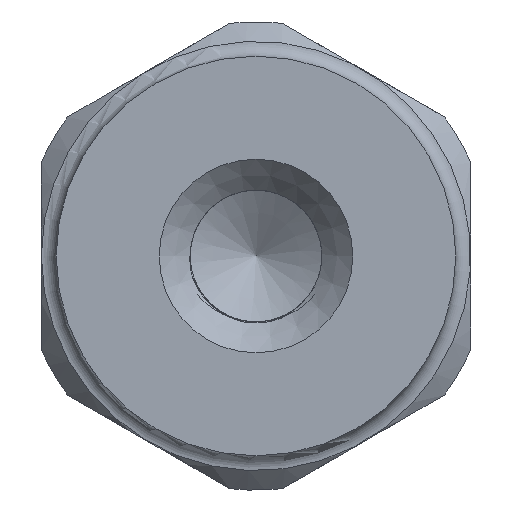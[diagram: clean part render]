
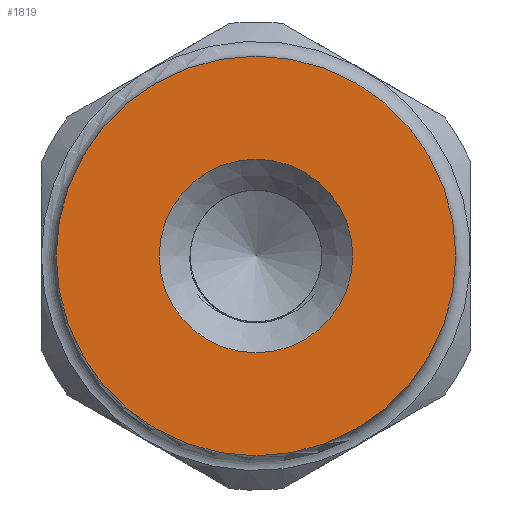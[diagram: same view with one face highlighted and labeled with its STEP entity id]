
A CAD part, front view. The second image highlights one B-rep face of the part: STEP entity #1819.
In plain terms, the highlighted planar face has unit normal (0, -1, 0).
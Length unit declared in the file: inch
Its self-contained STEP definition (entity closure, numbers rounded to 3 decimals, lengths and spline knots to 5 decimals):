
#200=FACE_BOUND('',#517,.T.);
#249=CIRCLE('',#1958,0.155);
#252=CIRCLE('',#1963,0.32);
#371=FACE_OUTER_BOUND('',#516,.T.);
#516=EDGE_LOOP('',(#1623));
#517=EDGE_LOOP('',(#1624));
#901=VERTEX_POINT('',#7322);
#903=VERTEX_POINT('',#7329);
#1138=EDGE_CURVE('',#901,#901,#249,.T.);
#1141=EDGE_CURVE('',#903,#903,#252,.T.);
#1623=ORIENTED_EDGE('',*,*,#1141,.T.);
#1624=ORIENTED_EDGE('',*,*,#1138,.T.);
#1713=PLANE('',#1971);
#1819=ADVANCED_FACE('',(#371,#200),#1713,.F.);
#1958=AXIS2_PLACEMENT_3D('',#7323,#2316,#2317);
#1963=AXIS2_PLACEMENT_3D('',#7330,#2326,#2327);
#1971=AXIS2_PLACEMENT_3D('',#7342,#2346,#2347);
#2316=DIRECTION('center_axis',(0.,1.,0.));
#2317=DIRECTION('ref_axis',(-1.,0.,0.));
#2326=DIRECTION('center_axis',(0.,-1.,0.));
#2327=DIRECTION('ref_axis',(1.,0.,0.));
#2346=DIRECTION('center_axis',(0.,1.,0.));
#2347=DIRECTION('ref_axis',(1.,0.,0.));
#7322=CARTESIAN_POINT('',(-0.155,0.,0.));
#7323=CARTESIAN_POINT('Origin',(0.,0.,0.));
#7329=CARTESIAN_POINT('',(-0.32,0.,0.));
#7330=CARTESIAN_POINT('Origin',(0.,0.,0.));
#7342=CARTESIAN_POINT('Origin',(0.,0.,0.));
